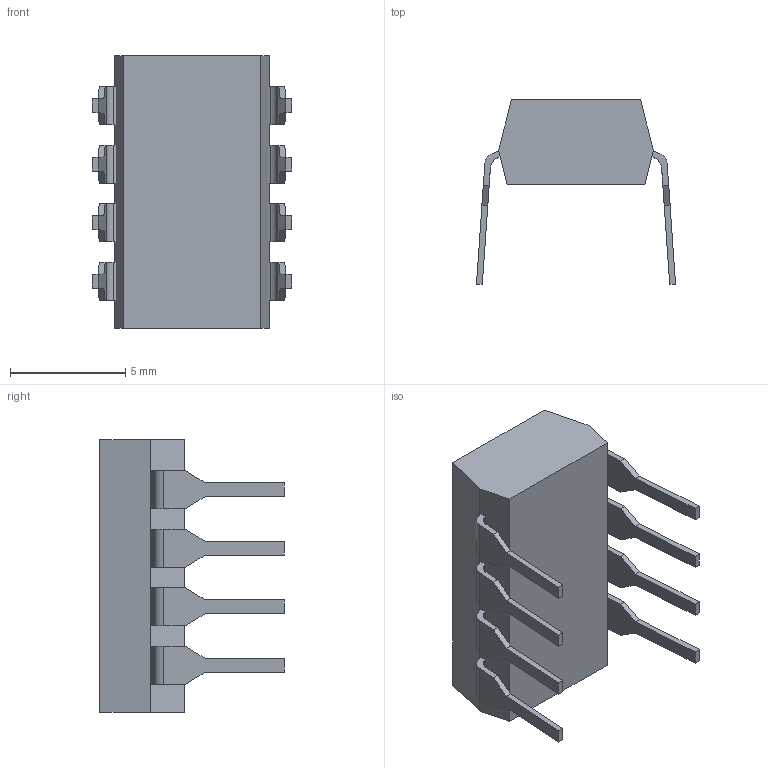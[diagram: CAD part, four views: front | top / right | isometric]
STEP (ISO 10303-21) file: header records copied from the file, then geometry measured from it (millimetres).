
FILE_DESCRIPTION((''),'2;1');
FILE_NAME('4120R','2012-08-22T',('ryans'),('Bourns, Inc.'),'PRO/ENGINEER BY PARAMETRIC TECHNOLOGY CORPORATION, 2010100','PRO/ENGINEER BY PARAMETRIC TECHNOLOGY CORPORATION, 2010100','');
FILE_SCHEMA(('CONFIG_CONTROL_DESIGN'));
Length unit declared in the file: millimetre
Products named in the file (1): 4120R
Bounding box: 8.64 x 8 x 11.81 mm (x, y, z)
Volume: 282.8 mm3; surface area: 386.6 mm2
Topology: 1 solids, 1 shells, 112 faces, 306 edges, 204 vertices
Faces by surface type: plane 96, cylinder 16
Entity records: 3540 total; most frequent: CARTESIAN_POINT 622, ORIENTED_EDGE 612, DIRECTION 562, EDGE_CURVE 306, VECTOR 274, LINE 274, VERTEX_POINT 204, AXIS2_PLACEMENT_3D 144
